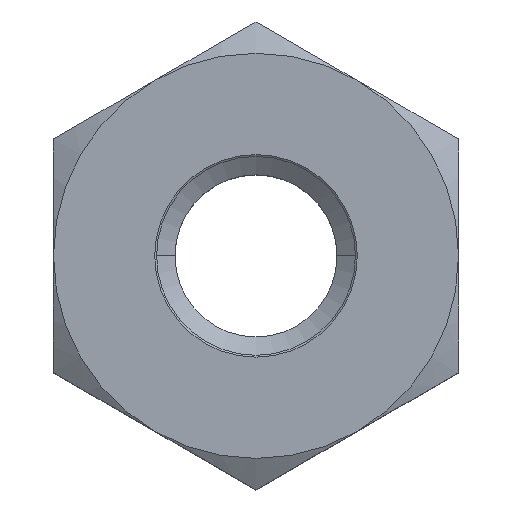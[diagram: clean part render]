
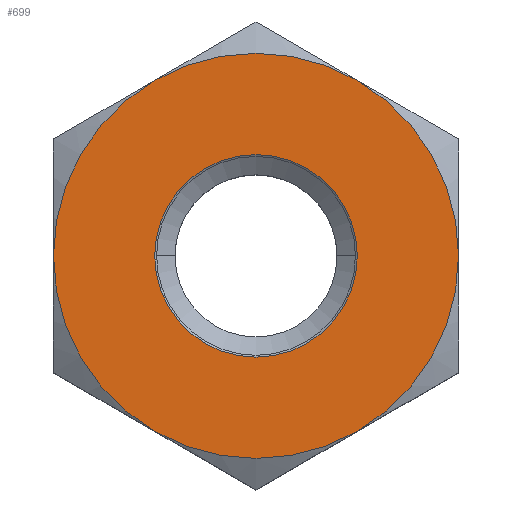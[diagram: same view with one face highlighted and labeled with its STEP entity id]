
A CAD part, top view. The second image highlights one B-rep face of the part: STEP entity #699.
In plain terms, the highlighted planar face has unit normal (0, 0, 1).
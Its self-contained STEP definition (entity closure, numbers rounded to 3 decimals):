
#52 = PLANE ( 'NONE',  #1328 ) ;
#58 = CIRCLE ( 'NONE', #792, 2. ) ;
#96 = AXIS2_PLACEMENT_3D ( 'NONE', #144, #585, #1377 ) ;
#125 = CARTESIAN_POINT ( 'NONE',  ( 0., 0., 0. ) ) ;
#144 = CARTESIAN_POINT ( 'NONE',  ( 0., 0., 0. ) ) ;
#173 = ORIENTED_EDGE ( 'NONE', *, *, #770, .F. ) ;
#174 = CIRCLE ( 'NONE', #994, 2. ) ;
#180 = VERTEX_POINT ( 'NONE', #1064 ) ;
#189 = DIRECTION ( 'NONE',  ( 1., 0., 0. ) ) ;
#212 = VERTEX_POINT ( 'NONE', #258 ) ;
#243 = ORIENTED_EDGE ( 'NONE', *, *, #662, .F. ) ;
#257 = ORIENTED_EDGE ( 'NONE', *, *, #926, .T. ) ;
#258 = CARTESIAN_POINT ( 'NONE',  ( 1., 1.732, 0. ) ) ;
#313 = CARTESIAN_POINT ( 'NONE',  ( 0., 0., 0. ) ) ;
#321 = DIRECTION ( 'NONE',  ( -1., 0., 0. ) ) ;
#325 = ORIENTED_EDGE ( 'NONE', *, *, #834, .F. ) ;
#333 = ORIENTED_EDGE ( 'NONE', *, *, #485, .F. ) ;
#379 = FACE_BOUND ( 'NONE', #1107, .T. ) ;
#387 = VERTEX_POINT ( 'NONE', #395 ) ;
#393 = CARTESIAN_POINT ( 'NONE',  ( 0., 2.309, 0. ) ) ;
#394 = EDGE_LOOP ( 'NONE', ( #173, #333, #1375, #587, #257, #462 ) ) ;
#395 = CARTESIAN_POINT ( 'NONE',  ( -1., 1.732, 0. ) ) ;
#462 = ORIENTED_EDGE ( 'NONE', *, *, #774, .F. ) ;
#463 = EDGE_CURVE ( 'NONE', #180, #844, #1348, .T. ) ;
#469 = AXIS2_PLACEMENT_3D ( 'NONE', #1237, #1029, #1136 ) ;
#485 = EDGE_CURVE ( 'NONE', #844, #645, #854, .T. ) ;
#497 = DIRECTION ( 'NONE',  ( -1., 0., 0. ) ) ;
#538 = AXIS2_PLACEMENT_3D ( 'NONE', #1128, #804, #1251 ) ;
#546 = DIRECTION ( 'NONE',  ( 0., 0., -1. ) ) ;
#564 = DIRECTION ( 'NONE',  ( -1., 0., 0. ) ) ;
#581 = CARTESIAN_POINT ( 'NONE',  ( 1., 0., 0. ) ) ;
#585 = DIRECTION ( 'NONE',  ( 0., 0., 1. ) ) ;
#587 = ORIENTED_EDGE ( 'NONE', *, *, #728, .F. ) ;
#607 = CIRCLE ( 'NONE', #96, 1. ) ;
#645 = VERTEX_POINT ( 'NONE', #1001 ) ;
#650 = CARTESIAN_POINT ( 'NONE',  ( -1., 0., 0. ) ) ;
#662 = EDGE_CURVE ( 'NONE', #741, #1021, #607, .T. ) ;
#692 = CARTESIAN_POINT ( 'NONE',  ( -1., -1.732, 0. ) ) ;
#699 = ADVANCED_FACE ( 'NONE', ( #379, #1040 ), #52, .F. ) ;
#712 = DIRECTION ( 'NONE',  ( 0., 0., -1. ) ) ;
#728 = EDGE_CURVE ( 'NONE', #1058, #180, #1397, .T. ) ;
#741 = VERTEX_POINT ( 'NONE', #581 ) ;
#747 = CARTESIAN_POINT ( 'NONE',  ( 2., 0., 0. ) ) ;
#770 = EDGE_CURVE ( 'NONE', #645, #387, #174, .T. ) ;
#774 = EDGE_CURVE ( 'NONE', #387, #212, #856, .T. ) ;
#792 = AXIS2_PLACEMENT_3D ( 'NONE', #949, #1172, #189 ) ;
#804 = DIRECTION ( 'NONE',  ( 0., 0., 1. ) ) ;
#811 = DIRECTION ( 'NONE',  ( -1., 0., 0. ) ) ;
#834 = EDGE_CURVE ( 'NONE', #1021, #741, #1164, .T. ) ;
#844 = VERTEX_POINT ( 'NONE', #692 ) ;
#854 = CIRCLE ( 'NONE', #1090, 2. ) ;
#856 = CIRCLE ( 'NONE', #925, 2. ) ;
#887 = CARTESIAN_POINT ( 'NONE',  ( 0., 0., 0. ) ) ;
#923 = DIRECTION ( 'NONE',  ( 0., 0., -1. ) ) ;
#925 = AXIS2_PLACEMENT_3D ( 'NONE', #125, #1224, #811 ) ;
#926 = EDGE_CURVE ( 'NONE', #1058, #212, #58, .T. ) ;
#949 = CARTESIAN_POINT ( 'NONE',  ( 0., 0., 0. ) ) ;
#994 = AXIS2_PLACEMENT_3D ( 'NONE', #887, #923, #564 ) ;
#1001 = CARTESIAN_POINT ( 'NONE',  ( -2., 0., 0. ) ) ;
#1021 = VERTEX_POINT ( 'NONE', #650 ) ;
#1029 = DIRECTION ( 'NONE',  ( 0., 0., -1. ) ) ;
#1040 = FACE_OUTER_BOUND ( 'NONE', #394, .T. ) ;
#1058 = VERTEX_POINT ( 'NONE', #747 ) ;
#1064 = CARTESIAN_POINT ( 'NONE',  ( 1., -1.732, 0. ) ) ;
#1077 = DIRECTION ( 'NONE',  ( -1., 0., 0. ) ) ;
#1090 = AXIS2_PLACEMENT_3D ( 'NONE', #1314, #546, #321 ) ;
#1107 = EDGE_LOOP ( 'NONE', ( #243, #325 ) ) ;
#1128 = CARTESIAN_POINT ( 'NONE',  ( 0., 0., 0. ) ) ;
#1133 = AXIS2_PLACEMENT_3D ( 'NONE', #313, #1202, #1077 ) ;
#1136 = DIRECTION ( 'NONE',  ( -1., 0., 0. ) ) ;
#1164 = CIRCLE ( 'NONE', #538, 1. ) ;
#1172 = DIRECTION ( 'NONE',  ( 0., 0., 1. ) ) ;
#1202 = DIRECTION ( 'NONE',  ( 0., 0., -1. ) ) ;
#1224 = DIRECTION ( 'NONE',  ( 0., 0., -1. ) ) ;
#1237 = CARTESIAN_POINT ( 'NONE',  ( 0., 0., 0. ) ) ;
#1251 = DIRECTION ( 'NONE',  ( 1., 0., 0. ) ) ;
#1314 = CARTESIAN_POINT ( 'NONE',  ( 0., 0., 0. ) ) ;
#1328 = AXIS2_PLACEMENT_3D ( 'NONE', #393, #712, #497 ) ;
#1348 = CIRCLE ( 'NONE', #1133, 2. ) ;
#1375 = ORIENTED_EDGE ( 'NONE', *, *, #463, .F. ) ;
#1377 = DIRECTION ( 'NONE',  ( 1., 0., 0. ) ) ;
#1397 = CIRCLE ( 'NONE', #469, 2. ) ;
